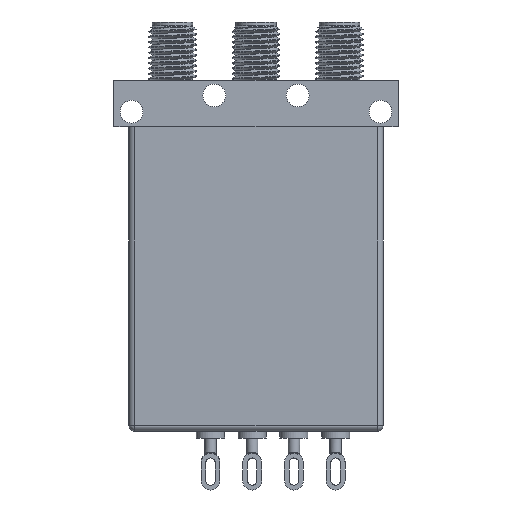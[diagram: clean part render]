
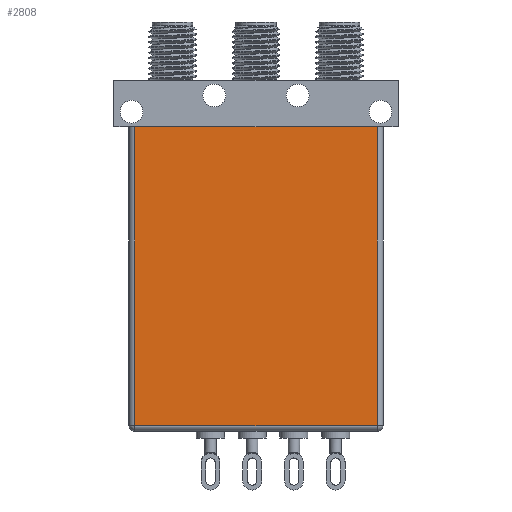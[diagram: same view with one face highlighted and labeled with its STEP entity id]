
A CAD part, front view. The second image highlights one B-rep face of the part: STEP entity #2808.
In plain terms, the highlighted planar face has unit normal (0, -1, 0).
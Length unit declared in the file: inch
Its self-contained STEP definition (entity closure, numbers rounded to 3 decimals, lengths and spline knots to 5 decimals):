
#1128 = VECTOR ( 'NONE', #6576, 39.37008 ) ;
#1202 = VECTOR ( 'NONE', #24276, 39.37008 ) ;
#1231 = EDGE_CURVE ( 'NONE', #30222, #27060, #30939, .T. ) ;
#2075 = EDGE_CURVE ( 'NONE', #4759, #27060, #35239, .T. ) ;
#2808 = ADVANCED_FACE ( 'NONE', ( #29919 ), #22070, .T. ) ;
#3358 = CARTESIAN_POINT ( 'NONE',  ( 0.67, -0.26, -0.895 ) ) ;
#4759 = VERTEX_POINT ( 'NONE', #29932 ) ;
#5105 = CARTESIAN_POINT ( 'NONE',  ( 0.64, -0.26, 0.681 ) ) ;
#5544 = ORIENTED_EDGE ( 'NONE', *, *, #2075, .F. ) ;
#6483 = ORIENTED_EDGE ( 'NONE', *, *, #20409, .T. ) ;
#6576 = DIRECTION ( 'NONE',  ( 1., 0., 0. ) ) ;
#9980 = VECTOR ( 'NONE', #26087, 39.37008 ) ;
#10248 = CARTESIAN_POINT ( 'NONE',  ( 0., -0.26, 0. ) ) ;
#10268 = VECTOR ( 'NONE', #31177, 39.37008 ) ;
#10832 = CARTESIAN_POINT ( 'NONE',  ( 0.64, -0.26, 0.681 ) ) ;
#13454 = DIRECTION ( 'NONE',  ( 0., 0., -1. ) ) ;
#15011 = EDGE_LOOP ( 'NONE', ( #5544, #37924, #6483, #39356 ) ) ;
#16489 = LINE ( 'NONE', #3358, #1128 ) ;
#19322 = AXIS2_PLACEMENT_3D ( 'NONE', #10248, #28736, #13454 ) ;
#20409 = EDGE_CURVE ( 'NONE', #28430, #30222, #16489, .T. ) ;
#22070 = PLANE ( 'NONE',  #19322 ) ;
#22889 = CARTESIAN_POINT ( 'NONE',  ( 0.64, -0.26, -0.895 ) ) ;
#24276 = DIRECTION ( 'NONE',  ( 0., 0., 1. ) ) ;
#26087 = DIRECTION ( 'NONE',  ( 0., 0., -1. ) ) ;
#27060 = VERTEX_POINT ( 'NONE', #10832 ) ;
#27684 = EDGE_CURVE ( 'NONE', #4759, #28430, #35425, .T. ) ;
#28430 = VERTEX_POINT ( 'NONE', #39405 ) ;
#28736 = DIRECTION ( 'NONE',  ( 0., -1., 0. ) ) ;
#29919 = FACE_OUTER_BOUND ( 'NONE', #15011, .T. ) ;
#29932 = CARTESIAN_POINT ( 'NONE',  ( -0.64, -0.26, 0.681 ) ) ;
#30222 = VERTEX_POINT ( 'NONE', #22889 ) ;
#30939 = LINE ( 'NONE', #5105, #1202 ) ;
#31177 = DIRECTION ( 'NONE',  ( 1., 0., 0. ) ) ;
#31445 = CARTESIAN_POINT ( 'NONE',  ( 0., -0.26, 0.681 ) ) ;
#35239 = LINE ( 'NONE', #31445, #10268 ) ;
#35425 = LINE ( 'NONE', #38692, #9980 ) ;
#37924 = ORIENTED_EDGE ( 'NONE', *, *, #27684, .T. ) ;
#38692 = CARTESIAN_POINT ( 'NONE',  ( -0.64, -0.26, -0.925 ) ) ;
#39356 = ORIENTED_EDGE ( 'NONE', *, *, #1231, .T. ) ;
#39405 = CARTESIAN_POINT ( 'NONE',  ( -0.64, -0.26, -0.895 ) ) ;
